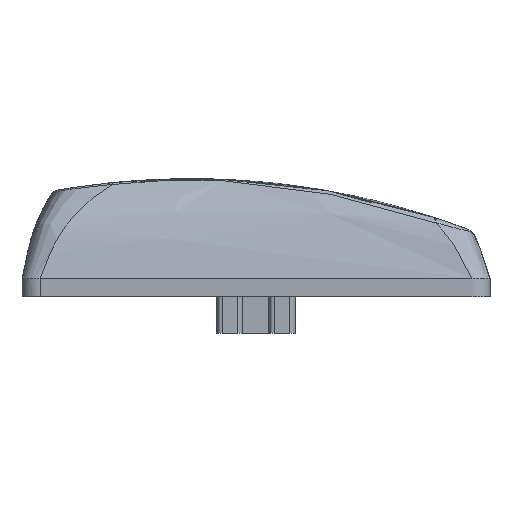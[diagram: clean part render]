
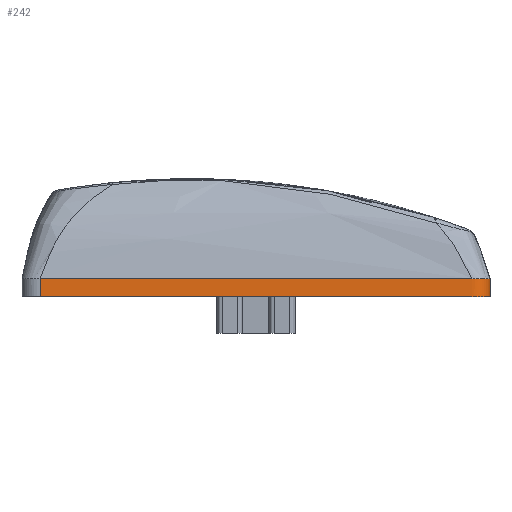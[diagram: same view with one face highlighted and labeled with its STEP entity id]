
A CAD part, left-side view. The second image highlights one B-rep face of the part: STEP entity #242.
In plain terms, the highlighted free-form (B-spline) face has degree [1, 2] with [2, 17] control points.
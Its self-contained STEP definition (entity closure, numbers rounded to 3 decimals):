
#242=ADVANCED_FACE('',(#573),#5017,.T.);
#573=FACE_OUTER_BOUND('',#910,.T.);
#910=EDGE_LOOP('',(#2163,#2164,#2165,#2166,#2167,#2168));
#2163=ORIENTED_EDGE('',*,*,#3486,.T.);
#2164=ORIENTED_EDGE('',*,*,#3499,.T.);
#2165=ORIENTED_EDGE('',*,*,#3463,.T.);
#2166=ORIENTED_EDGE('',*,*,#3464,.T.);
#2167=ORIENTED_EDGE('',*,*,#3446,.F.);
#2168=ORIENTED_EDGE('',*,*,#3511,.F.);
#3446=EDGE_CURVE('',#4869,#4870,#3884,.T.);
#3463=EDGE_CURVE('',#4881,#4882,#3901,.T.);
#3464=EDGE_CURVE('',#4882,#4870,#3902,.T.);
#3486=EDGE_CURVE('',#4828,#4827,#4377,.T.);
#3499=EDGE_CURVE('',#4827,#4881,#3919,.T.);
#3511=EDGE_CURVE('',#4828,#4869,#3925,.T.);
#3884=(
BOUNDED_CURVE()
B_SPLINE_CURVE(1,(#11968,#11969),.UNSPECIFIED.,.F.,.F.)
B_SPLINE_CURVE_WITH_KNOTS((2,2),(0.,0.7),.UNSPECIFIED.)
CURVE()
GEOMETRIC_REPRESENTATION_ITEM()
RATIONAL_B_SPLINE_CURVE((1.,1.))
REPRESENTATION_ITEM('')
);
#3901=(
BOUNDED_CURVE()
B_SPLINE_CURVE(2,(#12095,#12096,#12097),.UNSPECIFIED.,.F.,.F.)
B_SPLINE_CURVE_WITH_KNOTS((3,3),(53.099,54.198),
 .UNSPECIFIED.)
CURVE()
GEOMETRIC_REPRESENTATION_ITEM()
RATIONAL_B_SPLINE_CURVE((1.,0.707,1.))
REPRESENTATION_ITEM('')
);
#3902=(
BOUNDED_CURVE()
B_SPLINE_CURVE(2,(#12098,#12099,#12100),.UNSPECIFIED.,.F.,.F.)
B_SPLINE_CURVE_WITH_KNOTS((3,3),(54.198,70.798),
 .UNSPECIFIED.)
CURVE()
GEOMETRIC_REPRESENTATION_ITEM()
RATIONAL_B_SPLINE_CURVE((1.,1.,1.))
REPRESENTATION_ITEM('')
);
#3919=(
BOUNDED_CURVE()
B_SPLINE_CURVE(2,(#12415,#12416,#12417),.UNSPECIFIED.,.F.,.F.)
B_SPLINE_CURVE_WITH_KNOTS((3,3),(44.799,53.099),
 .UNSPECIFIED.)
CURVE()
GEOMETRIC_REPRESENTATION_ITEM()
RATIONAL_B_SPLINE_CURVE((1.,1.,1.))
REPRESENTATION_ITEM('')
);
#3925=(
BOUNDED_CURVE()
B_SPLINE_CURVE(2,(#12553,#12554,#12555,#12556,#12557,#12558,#12559),
 .UNSPECIFIED.,.F.,.F.)
B_SPLINE_CURVE_WITH_KNOTS((3,2,2,3),(8.3,16.6,17.7,34.3),
 .UNSPECIFIED.)
CURVE()
GEOMETRIC_REPRESENTATION_ITEM()
RATIONAL_B_SPLINE_CURVE((1.,1.,1.,0.707,1.,1.,1.))
REPRESENTATION_ITEM('')
);
#4377=B_SPLINE_CURVE_WITH_KNOTS('',1,(#12352,#12353),.UNSPECIFIED.,.F.,
 .F.,(2,2),(-0.557,-0.539),.UNSPECIFIED.);
#4827=VERTEX_POINT('',#9845);
#4828=VERTEX_POINT('',#9846);
#4869=VERTEX_POINT('',#9887);
#4870=VERTEX_POINT('',#9888);
#4881=VERTEX_POINT('',#9899);
#4882=VERTEX_POINT('',#9900);
#5017=(
BOUNDED_SURFACE()
B_SPLINE_SURFACE(1,2,((#8020,#8021,#8022,#8023,#8024,#8025,#8026,#8027,
#8028,#8029,#8030,#8031,#8032,#8033,#8034,#8035,#8036),(#8037,#8038,#8039,
#8040,#8041,#8042,#8043,#8044,#8045,#8046,#8047,#8048,#8049,#8050,#8051,
#8052,#8053)),.UNSPECIFIED.,.F.,.F.,.F.)
B_SPLINE_SURFACE_WITH_KNOTS((2,2),(3,2,2,2,2,2,2,2,3),(0.,0.7),(0.,1.1,
17.7,18.799,35.399,36.499,53.099,
54.198,70.798),.UNSPECIFIED.)
GEOMETRIC_REPRESENTATION_ITEM()
RATIONAL_B_SPLINE_SURFACE(((1.,0.707,1.,1.,1.,0.707,
1.,1.,1.,0.707,1.,1.,1.,0.707,1.,1.,1.),(1.,0.707,
1.,1.,1.,0.707,1.,1.,1.,0.707,1.,1.,1.,0.707,
1.,1.,1.)))
REPRESENTATION_ITEM('')
SURFACE()
);
#8020=CARTESIAN_POINT('',(116.75,28.3,-0.4));
#8021=CARTESIAN_POINT('',(116.75,29.,-0.4));
#8022=CARTESIAN_POINT('',(117.45,29.,-0.4));
#8023=CARTESIAN_POINT('',(125.75,29.,-0.4));
#8024=CARTESIAN_POINT('',(134.05,29.,-0.4));
#8025=CARTESIAN_POINT('',(134.75,29.,-0.4));
#8026=CARTESIAN_POINT('',(134.75,28.3,-0.4));
#8027=CARTESIAN_POINT('',(134.75,20.,-0.4));
#8028=CARTESIAN_POINT('',(134.75,11.7,-0.4));
#8029=CARTESIAN_POINT('',(134.75,11.,-0.4));
#8030=CARTESIAN_POINT('',(134.05,11.,-0.4));
#8031=CARTESIAN_POINT('',(125.75,11.,-0.4));
#8032=CARTESIAN_POINT('',(117.45,11.,-0.4));
#8033=CARTESIAN_POINT('',(116.75,11.,-0.4));
#8034=CARTESIAN_POINT('',(116.75,11.7,-0.4));
#8035=CARTESIAN_POINT('',(116.75,20.,-0.4));
#8036=CARTESIAN_POINT('',(116.75,28.3,-0.4));
#8037=CARTESIAN_POINT('',(116.75,28.3,0.3));
#8038=CARTESIAN_POINT('',(116.75,29.,0.3));
#8039=CARTESIAN_POINT('',(117.45,29.,0.3));
#8040=CARTESIAN_POINT('',(125.75,29.,0.3));
#8041=CARTESIAN_POINT('',(134.05,29.,0.3));
#8042=CARTESIAN_POINT('',(134.75,29.,0.3));
#8043=CARTESIAN_POINT('',(134.75,28.3,0.3));
#8044=CARTESIAN_POINT('',(134.75,20.,0.3));
#8045=CARTESIAN_POINT('',(134.75,11.7,0.3));
#8046=CARTESIAN_POINT('',(134.75,11.,0.3));
#8047=CARTESIAN_POINT('',(134.05,11.,0.3));
#8048=CARTESIAN_POINT('',(125.75,11.,0.3));
#8049=CARTESIAN_POINT('',(117.45,11.,0.3));
#8050=CARTESIAN_POINT('',(116.75,11.,0.3));
#8051=CARTESIAN_POINT('',(116.75,11.7,0.3));
#8052=CARTESIAN_POINT('',(116.75,20.,0.3));
#8053=CARTESIAN_POINT('',(116.75,28.3,0.3));
#9845=CARTESIAN_POINT('',(125.75,11.,0.3));
#9846=CARTESIAN_POINT('',(125.75,11.,-0.4));
#9887=CARTESIAN_POINT('',(116.75,28.3,-0.4));
#9888=CARTESIAN_POINT('',(116.75,28.3,0.3));
#9899=CARTESIAN_POINT('',(117.45,11.,0.3));
#9900=CARTESIAN_POINT('',(116.75,11.7,0.3));
#11968=CARTESIAN_POINT('',(116.75,28.3,-0.4));
#11969=CARTESIAN_POINT('',(116.75,28.3,0.3));
#12095=CARTESIAN_POINT('',(117.45,11.,0.3));
#12096=CARTESIAN_POINT('',(116.75,11.,0.3));
#12097=CARTESIAN_POINT('',(116.75,11.7,0.3));
#12098=CARTESIAN_POINT('',(116.75,11.7,0.3));
#12099=CARTESIAN_POINT('',(116.75,20.,0.3));
#12100=CARTESIAN_POINT('',(116.75,28.3,0.3));
#12352=CARTESIAN_POINT('',(125.75,11.,-0.4));
#12353=CARTESIAN_POINT('',(125.75,11.,0.3));
#12415=CARTESIAN_POINT('',(125.75,11.,0.3));
#12416=CARTESIAN_POINT('',(121.6,11.,0.3));
#12417=CARTESIAN_POINT('',(117.45,11.,0.3));
#12553=CARTESIAN_POINT('',(125.75,11.,-0.4));
#12554=CARTESIAN_POINT('',(121.6,11.,-0.4));
#12555=CARTESIAN_POINT('',(117.45,11.,-0.4));
#12556=CARTESIAN_POINT('',(116.75,11.,-0.4));
#12557=CARTESIAN_POINT('',(116.75,11.7,-0.4));
#12558=CARTESIAN_POINT('',(116.75,20.,-0.4));
#12559=CARTESIAN_POINT('',(116.75,28.3,-0.4));
